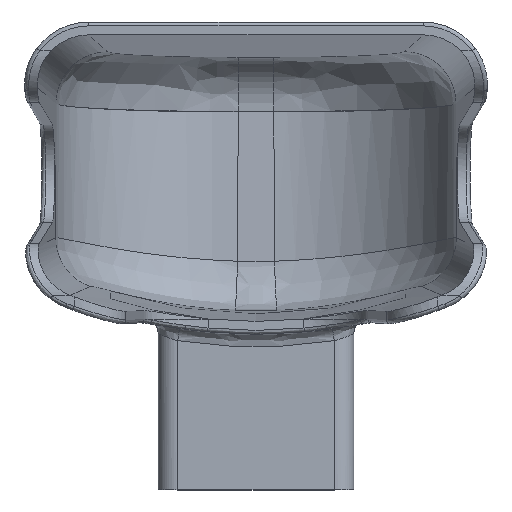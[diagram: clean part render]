
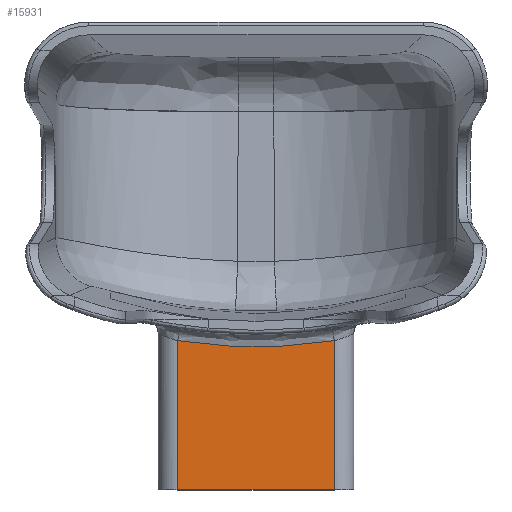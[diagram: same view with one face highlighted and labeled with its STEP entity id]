
A CAD part, top view. The second image highlights one B-rep face of the part: STEP entity #15931.
In plain terms, the highlighted planar face has unit normal (0, 0, 1).
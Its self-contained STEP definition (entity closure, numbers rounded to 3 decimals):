
#622 = LINE ( 'NONE', #24115, #27165 ) ;
#1229 = CARTESIAN_POINT ( 'NONE',  ( 127., -236., 218. ) ) ;
#2494 = EDGE_CURVE ( 'NONE', #19423, #27163, #18659, .T. ) ;
#2759 = CARTESIAN_POINT ( 'NONE',  ( 135., -214.367, 218. ) ) ;
#3385 = DIRECTION ( 'NONE',  ( 0., -1., 0. ) ) ;
#3832 = CARTESIAN_POINT ( 'NONE',  ( 127., -213.113, 218. ) ) ;
#4570 = VERTEX_POINT ( 'NONE', #3832 ) ;
#6368 = PLANE ( 'NONE',  #23135 ) ;
#7927 = CARTESIAN_POINT ( 'NONE',  ( 151., -329.923, 218. ) ) ;
#8119 = DIRECTION ( 'NONE',  ( 1., 0., 0. ) ) ;
#10531 = CARTESIAN_POINT ( 'NONE',  ( 143., -214.367, 218. ) ) ;
#12488 = EDGE_CURVE ( 'NONE', #19423, #4570, #26622, .T. ) ;
#12850 = DIRECTION ( 'NONE',  ( 0., -1., 0. ) ) ;
#13114 = CARTESIAN_POINT ( 'NONE',  ( 127., -236., 218. ) ) ;
#15465 = CARTESIAN_POINT ( 'NONE',  ( 127., -213.113, 218. ) ) ;
#15466 = LINE ( 'NONE', #13114, #19955 ) ;
#15931 = ADVANCED_FACE ( 'NONE', ( #21841 ), #6368, .T. ) ;
#16253 = EDGE_CURVE ( 'NONE', #31377, #27163, #622, .T. ) ;
#16581 = VECTOR ( 'NONE', #12850, 1000. ) ;
#16868 = ORIENTED_EDGE ( 'NONE', *, *, #32209, .T. ) ;
#18659 = LINE ( 'NONE', #7927, #16581 ) ;
#19066 = DIRECTION ( 'NONE',  ( 0., 0., 1. ) ) ;
#19399 = CARTESIAN_POINT ( 'NONE',  ( 154., -236., 218. ) ) ;
#19423 = VERTEX_POINT ( 'NONE', #24040 ) ;
#19955 = VECTOR ( 'NONE', #29153, 1000. ) ;
#20271 = ORIENTED_EDGE ( 'NONE', *, *, #2494, .F. ) ;
#21841 = FACE_OUTER_BOUND ( 'NONE', #22759, .T. ) ;
#22759 = EDGE_LOOP ( 'NONE', ( #33160, #20271, #27630, #16868 ) ) ;
#23135 = AXIS2_PLACEMENT_3D ( 'NONE', #19399, #19066, #3385 ) ;
#24040 = CARTESIAN_POINT ( 'NONE',  ( 151., -213.113, 218. ) ) ;
#24115 = CARTESIAN_POINT ( 'NONE',  ( 154., -236., 218. ) ) ;
#26622 = B_SPLINE_CURVE_WITH_KNOTS ( 'NONE', 3,
 ( #33259, #10531, #2759, #15465 ),
 .UNSPECIFIED., .F., .F.,
 ( 4, 4 ),
 ( 0., 1. ),
 .UNSPECIFIED. ) ;
#27163 = VERTEX_POINT ( 'NONE', #32003 ) ;
#27165 = VECTOR ( 'NONE', #8119, 1000. ) ;
#27630 = ORIENTED_EDGE ( 'NONE', *, *, #12488, .T. ) ;
#29153 = DIRECTION ( 'NONE',  ( 0., -1., 0. ) ) ;
#31377 = VERTEX_POINT ( 'NONE', #1229 ) ;
#32003 = CARTESIAN_POINT ( 'NONE',  ( 151., -236., 218. ) ) ;
#32209 = EDGE_CURVE ( 'NONE', #4570, #31377, #15466, .T. ) ;
#33160 = ORIENTED_EDGE ( 'NONE', *, *, #16253, .T. ) ;
#33259 = CARTESIAN_POINT ( 'NONE',  ( 151., -213.113, 218. ) ) ;
